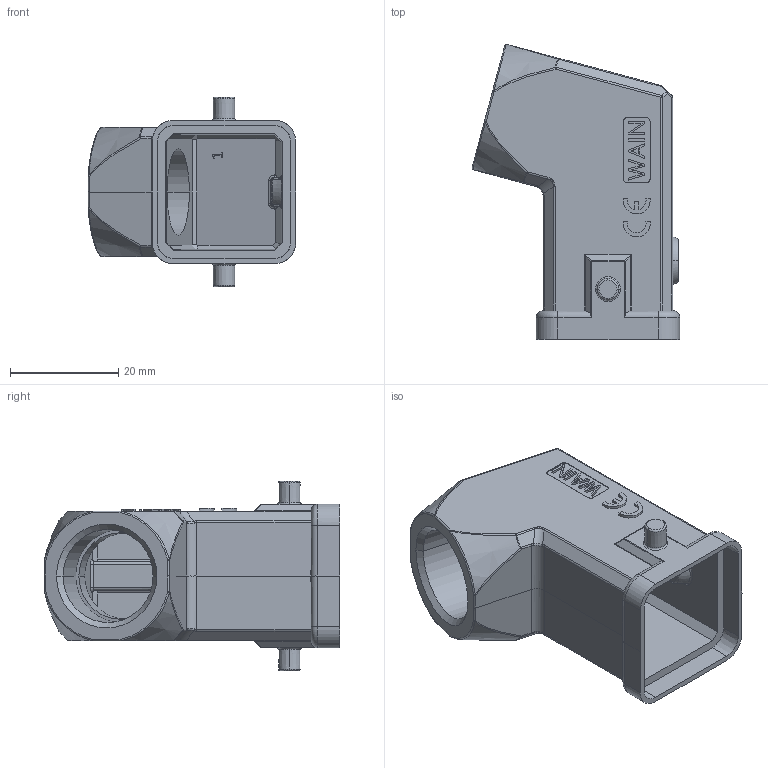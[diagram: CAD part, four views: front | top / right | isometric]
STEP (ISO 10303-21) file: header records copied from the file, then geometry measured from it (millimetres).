
FILE_DESCRIPTION((''),'2;1');
FILE_NAME('3D_1180035101008_H3A_P-SE-2B-PG','2021-01-28T',('lian.chen'),(''),'PRO/ENGINEER BY PARAMETRIC TECHNOLOGY CORPORATION, 2012480','PRO/ENGINEER BY PARAMETRIC TECHNOLOGY CORPORATION, 2012480','');
FILE_SCHEMA(('AUTOMOTIVE_DESIGN { 1 0 10303 214 1 1 1 1 }'));
Length unit declared in the file: millimetre
Products named in the file (1): 3D_1180035101008_H3A_P-SE-2B-PG
Bounding box: 38.43 x 54.6 x 35 mm (x, y, z)
Volume: 10383 mm3; surface area: 11079.5 mm2
Topology: 1 solids, 1 shells, 359 faces, 894 edges, 540 vertices
Faces by surface type: plane 147, cylinder 90, bspline 47, sphere 24, cone 19, torus 16, extrusion 16
Entity records: 12688 total; most frequent: CARTESIAN_POINT 4646, ORIENTED_EDGE 1768, DIRECTION 1458, EDGE_CURVE 884, VERTEX_POINT 540, VECTOR 510, LINE 494, AXIS2_PLACEMENT_3D 474
